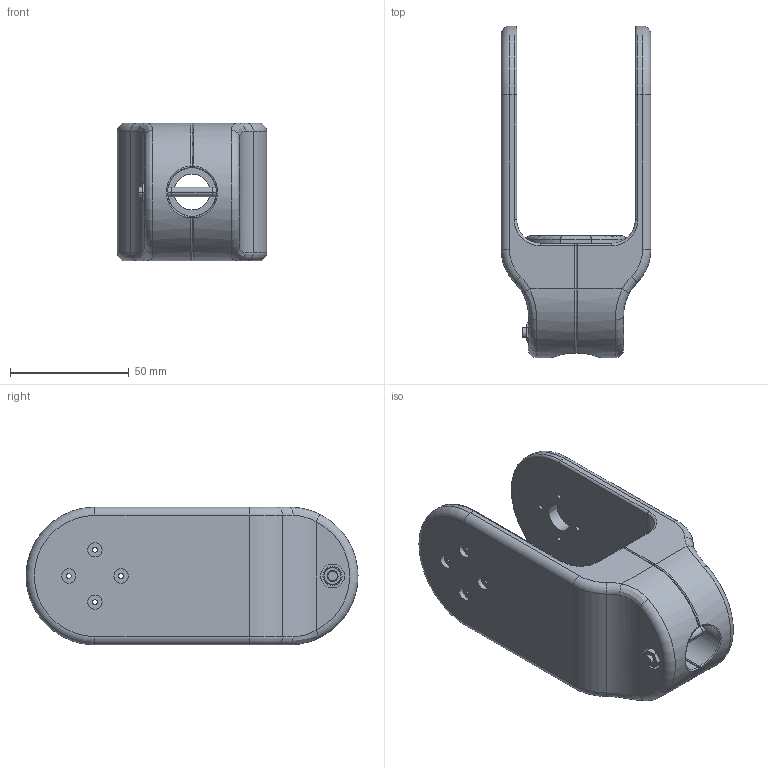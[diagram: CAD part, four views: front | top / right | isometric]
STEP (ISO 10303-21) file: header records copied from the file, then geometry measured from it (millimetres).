
FILE_DESCRIPTION((''),'2;1');
FILE_NAME('ASSIEME_FORCELLE_ASM','2016-11-21T',('Karim'),(''),'CREO PARAMETRIC BY PTC INC, 2014350','CREO PARAMETRIC BY PTC INC, 2014350','');
FILE_SCHEMA(('CONFIG_CONTROL_DESIGN'));
Length unit declared in the file: millimetre
Products named in the file (7): FORCELLA1; FORCELLA2; GUARNIZIONE_FORCELLE; ISLGS0111; IWPSA06; INHS105; ASSIEME_FORCELLE_ASM
Assembly tree (7 placements, depth 2):
  ASSIEME_FORCELLE_ASM
    FORCELLA1
    FORCELLA2
    GUARNIZIONE_FORCELLE
    ISLGS0111
    IWPSA06  x2
    INHS105
Bounding box: 63 x 139.74 x 58 mm (x, y, z)
Volume: 155089.3 mm3; surface area: 46662.3 mm2
Topology: 7 solids, 9 shells, 341 faces, 774 edges, 470 vertices
Faces by surface type: cylinder 152, plane 90, torus 47, bspline 20, cone 18, sphere 14
Entity records: 11098 total; most frequent: CARTESIAN_POINT 3212, DIRECTION 1757, ORIENTED_EDGE 1516, EDGE_CURVE 762, AXIS2_PLACEMENT_3D 742, VERTEX_POINT 462, CIRCLE 409, EDGE_LOOP 400
